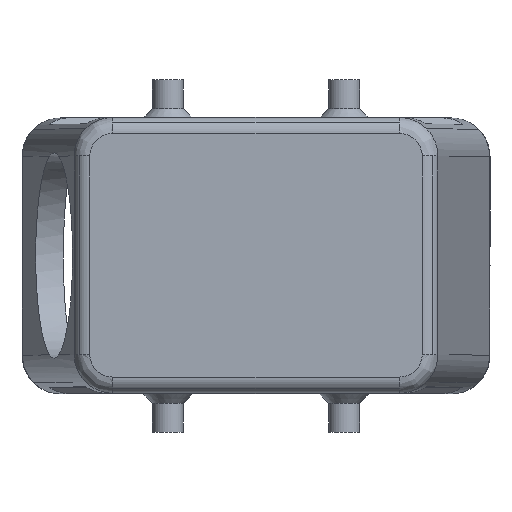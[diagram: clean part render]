
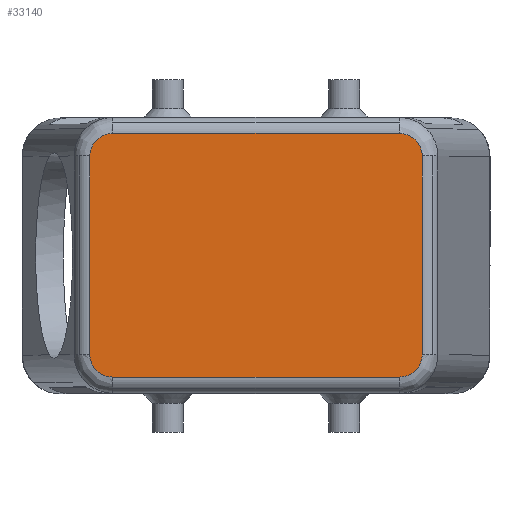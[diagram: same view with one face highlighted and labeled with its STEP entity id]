
A CAD part, top view. The second image highlights one B-rep face of the part: STEP entity #33140.
In plain terms, the highlighted planar face has unit normal (0, 0, 1).
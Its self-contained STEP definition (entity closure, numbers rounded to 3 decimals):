
#28890=CARTESIAN_POINT('',(25.916,15.5,75.));
#28900=VERTEX_POINT('',#28890);
#28930=CARTESIAN_POINT('',(22.358,15.5,75.));
#28940=DIRECTION('',(0.,0.,-1.));
#28950=DIRECTION('',(1.,0.,0.));
#28960=AXIS2_PLACEMENT_3D('',#28930,#28940,#28950);
#28970=ELLIPSE('',#28960,3.558,3.5);
#28980=CARTESIAN_POINT('',(22.358,19.,75.));
#28990=VERTEX_POINT('',#28980);
#29000=EDGE_CURVE('',#28990,#28900,#28970,.T.);
#32490=CARTESIAN_POINT('',(28.,0.,75.));
#32500=DIRECTION('',(0.,0.,1.));
#32510=DIRECTION('',(1.,0.,0.));
#32520=AXIS2_PLACEMENT_3D('',#32490,#32500,#32510);
#32530=PLANE('',#32520);
#32540=CARTESIAN_POINT('',(25.916,15.5,75.));
#32550=DIRECTION('',(0.,-1.,0.));
#32560=VECTOR('',#32550,31.);
#32570=LINE('',#32540,#32560);
#32580=CARTESIAN_POINT('',(25.916,-15.5,75.));
#32590=VERTEX_POINT('',#32580);
#32600=EDGE_CURVE('',#28900,#32590,#32570,.T.);
#32610=ORIENTED_EDGE('',*,*,#32600,.F.);
#32620=CARTESIAN_POINT('',(22.358,-15.5,75.));
#32630=DIRECTION('',(0.,0.,-1.));
#32640=DIRECTION('',(1.,0.,0.));
#32650=AXIS2_PLACEMENT_3D('',#32620,#32630,#32640);
#32660=ELLIPSE('',#32650,3.558,3.5);
#32670=CARTESIAN_POINT('',(22.358,-19.,75.));
#32680=VERTEX_POINT('',#32670);
#32690=EDGE_CURVE('',#32590,#32680,#32660,.T.);
#32700=ORIENTED_EDGE('',*,*,#32690,.F.);
#32710=CARTESIAN_POINT('',(22.358,-19.,75.));
#32720=DIRECTION('',(-1.,0.,0.));
#32730=VECTOR('',#32720,44.715);
#32740=LINE('',#32710,#32730);
#32750=CARTESIAN_POINT('',(-22.358,-19.,75.));
#32760=VERTEX_POINT('',#32750);
#32770=EDGE_CURVE('',#32680,#32760,#32740,.T.);
#32780=ORIENTED_EDGE('',*,*,#32770,.F.);
#32790=CARTESIAN_POINT('',(-22.358,-15.5,75.));
#32800=DIRECTION('',(0.,0.,-1.));
#32810=DIRECTION('',(-1.,0.,0.));
#32820=AXIS2_PLACEMENT_3D('',#32790,#32800,#32810);
#32830=ELLIPSE('',#32820,3.558,3.5);
#32840=CARTESIAN_POINT('',(-25.916,-15.5,75.));
#32850=VERTEX_POINT('',#32840);
#32860=EDGE_CURVE('',#32760,#32850,#32830,.T.);
#32870=ORIENTED_EDGE('',*,*,#32860,.F.);
#32880=CARTESIAN_POINT('',(-25.916,-15.5,75.));
#32890=DIRECTION('',(0.,1.,0.));
#32900=VECTOR('',#32890,31.);
#32910=LINE('',#32880,#32900);
#32920=CARTESIAN_POINT('',(-25.916,15.5,75.));
#32930=VERTEX_POINT('',#32920);
#32940=EDGE_CURVE('',#32850,#32930,#32910,.T.);
#32950=ORIENTED_EDGE('',*,*,#32940,.F.);
#32960=CARTESIAN_POINT('',(-22.358,15.5,75.));
#32970=DIRECTION('',(0.,0.,-1.));
#32980=DIRECTION('',(-1.,0.,0.));
#32990=AXIS2_PLACEMENT_3D('',#32960,#32970,#32980);
#33000=ELLIPSE('',#32990,3.558,3.5);
#33010=CARTESIAN_POINT('',(-22.358,19.,75.));
#33020=VERTEX_POINT('',#33010);
#33030=EDGE_CURVE('',#32930,#33020,#33000,.T.);
#33040=ORIENTED_EDGE('',*,*,#33030,.F.);
#33050=CARTESIAN_POINT('',(-22.358,19.,75.));
#33060=DIRECTION('',(1.,0.,0.));
#33070=VECTOR('',#33060,44.715);
#33080=LINE('',#33050,#33070);
#33090=EDGE_CURVE('',#33020,#28990,#33080,.T.);
#33100=ORIENTED_EDGE('',*,*,#33090,.F.);
#33110=ORIENTED_EDGE('',*,*,#29000,.F.);
#33120=EDGE_LOOP('',(#33110,#33100,#33040,#32950,#32870,#32780,#32700,
#32610));
#33130=FACE_OUTER_BOUND('',#33120,.T.);
#33140=ADVANCED_FACE('',(#33130),#32530,.T.);
